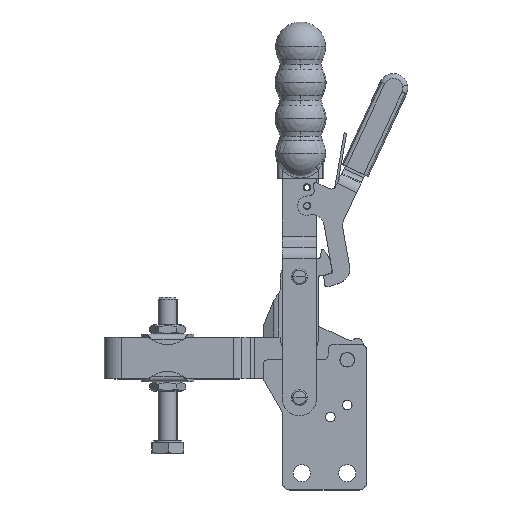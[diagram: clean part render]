
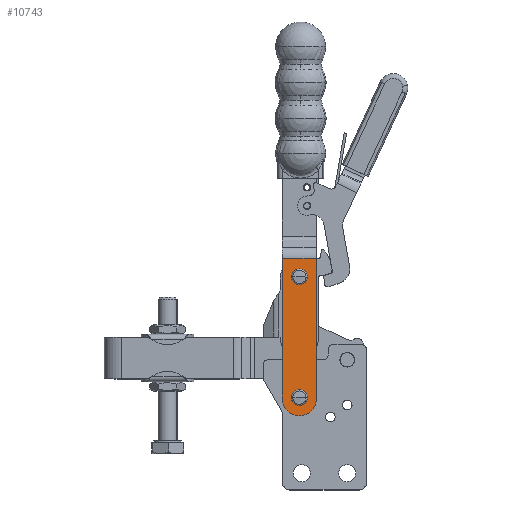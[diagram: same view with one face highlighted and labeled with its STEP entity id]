
A CAD part, top view. The second image highlights one B-rep face of the part: STEP entity #10743.
In plain terms, the highlighted planar face has unit normal (0, 0, 1).
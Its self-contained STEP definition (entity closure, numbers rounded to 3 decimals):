
#4605=CARTESIAN_POINT('',(2.113,14.72,9.));
#4606=VERTEX_POINT('',#4605);
#4615=CARTESIAN_POINT('',(-0.08,19.608,9.));
#4616=VERTEX_POINT('',#4615);
#4617=CARTESIAN_POINT('',(6.917,19.811,9.));
#4618=DIRECTION('',(0.,0.,-1.0));
#4619=DIRECTION('',(-0.686,-0.727,0.));
#4620=AXIS2_PLACEMENT_3D('',#4617,#4618,#4619);
#4621=CIRCLE('',#4620,7.);
#4622=EDGE_CURVE('',#4606,#4616,#4621,.T.);
#4647=CARTESIAN_POINT('',(12.208,15.012,9.));
#4648=VERTEX_POINT('',#4647);
#4657=CARTESIAN_POINT('',(7.32,12.819,9.));
#4658=VERTEX_POINT('',#4657);
#4659=CARTESIAN_POINT('',(7.117,19.817,9.));
#4660=DIRECTION('',(0.,0.,-1.0));
#4661=DIRECTION('',(0.727,-0.686,0.));
#4662=AXIS2_PLACEMENT_3D('',#4659,#4660,#4661);
#4663=CIRCLE('',#4662,7.);
#4664=EDGE_CURVE('',#4648,#4658,#4663,.T.);
#5805=CARTESIAN_POINT('',(2.538,70.872,9.));
#5806=VERTEX_POINT('',#5805);
#5814=CARTESIAN_POINT('',(8.538,70.872,9.));
#5815=VERTEX_POINT('',#5814);
#5816=CARTESIAN_POINT('',(5.538,70.872,9.));
#5817=DIRECTION('',(0.,0.,1.));
#5818=DIRECTION('',(1.,0.029,0.));
#5819=AXIS2_PLACEMENT_3D('',#5816,#5817,#5818);
#5820=CIRCLE('',#5819,3.);
#5821=EDGE_CURVE('',#5806,#5815,#5820,.T.);
#6170=CARTESIAN_POINT('',(4.,20.413,9.));
#6171=VERTEX_POINT('',#6170);
#6179=CARTESIAN_POINT('',(10.,20.413,9.));
#6180=VERTEX_POINT('',#6179);
#6181=CARTESIAN_POINT('',(7.,20.413,9.));
#6182=DIRECTION('',(0.,0.,-1.));
#6183=DIRECTION('',(-1.,-0.029,0.));
#6184=AXIS2_PLACEMENT_3D('',#6181,#6182,#6183);
#6185=CIRCLE('',#6184,3.0);
#6186=EDGE_CURVE('',#6180,#6171,#6185,.T.);
#8921=CARTESIAN_POINT('',(9.999,20.5,9.));
#8922=VERTEX_POINT('',#8921);
#8923=CARTESIAN_POINT('',(7.,20.413,9.));
#8924=DIRECTION('',(0.,0.,-1.));
#8925=DIRECTION('',(-1.,-0.029,0.));
#8926=AXIS2_PLACEMENT_3D('',#8923,#8924,#8925);
#8927=CIRCLE('',#8926,3.0);
#8928=EDGE_CURVE('',#8922,#6180,#8927,.T.);
#8930=CARTESIAN_POINT('',(7.,20.413,9.));
#8931=DIRECTION('',(0.,0.,-1.));
#8932=DIRECTION('',(-1.,-0.029,0.));
#8933=AXIS2_PLACEMENT_3D('',#8930,#8931,#8932);
#8934=CIRCLE('',#8933,3.0);
#8935=EDGE_CURVE('',#6171,#8922,#8934,.T.);
#9194=CARTESIAN_POINT('',(8.537,70.959,9.));
#9195=VERTEX_POINT('',#9194);
#9196=CARTESIAN_POINT('',(5.538,70.872,9.));
#9197=DIRECTION('',(0.,0.,1.));
#9198=DIRECTION('',(1.,0.029,0.));
#9199=AXIS2_PLACEMENT_3D('',#9196,#9197,#9198);
#9200=CIRCLE('',#9199,3.);
#9201=EDGE_CURVE('',#5815,#9195,#9200,.T.);
#9203=CARTESIAN_POINT('',(5.538,70.872,9.));
#9204=DIRECTION('',(0.,0.,1.));
#9205=DIRECTION('',(1.,0.029,0.));
#9206=AXIS2_PLACEMENT_3D('',#9203,#9204,#9205);
#9207=CIRCLE('',#9206,3.);
#9208=EDGE_CURVE('',#9195,#5806,#9207,.T.);
#9652=CARTESIAN_POINT('',(12.411,78.84,9.));
#9653=VERTEX_POINT('',#9652);
#9661=CARTESIAN_POINT('',(14.114,20.019,9.));
#9662=VERTEX_POINT('',#9661);
#9663=CARTESIAN_POINT('',(14.114,20.019,9.));
#9664=DIRECTION('',(-0.029,1.,0.0));
#9665=VECTOR('',#9664,58.845);
#9666=LINE('',#9663,#9665);
#9667=EDGE_CURVE('',#9662,#9653,#9666,.T.);
#10475=CARTESIAN_POINT('',(7.117,19.817,9.));
#10476=DIRECTION('',(0.,0.,-1.0));
#10477=DIRECTION('',(0.727,-0.686,0.));
#10478=AXIS2_PLACEMENT_3D('',#10475,#10476,#10477);
#10479=CIRCLE('',#10478,7.);
#10480=EDGE_CURVE('',#9662,#4648,#10479,.T.);
#10567=CARTESIAN_POINT('',(-1.784,78.429,9.));
#10568=VERTEX_POINT('',#10567);
#10569=CARTESIAN_POINT('',(-0.08,19.608,9.));
#10570=DIRECTION('',(-0.029,1.,0.0));
#10571=VECTOR('',#10570,58.845);
#10572=LINE('',#10569,#10571);
#10573=EDGE_CURVE('',#4616,#10568,#10572,.T.);
#10610=CARTESIAN_POINT('',(7.12,12.814,9.));
#10611=VERTEX_POINT('',#10610);
#10618=CARTESIAN_POINT('',(6.917,19.811,9.));
#10619=DIRECTION('',(0.,0.,-1.0));
#10620=DIRECTION('',(-0.686,-0.727,0.));
#10621=AXIS2_PLACEMENT_3D('',#10618,#10619,#10620);
#10622=CIRCLE('',#10621,7.);
#10623=EDGE_CURVE('',#10611,#4606,#10622,.T.);
#10658=CARTESIAN_POINT('',(-1.784,78.429,9.));
#10659=DIRECTION('',(1.,0.029,0.0));
#10660=VECTOR('',#10659,14.2);
#10661=LINE('',#10658,#10660);
#10662=EDGE_CURVE('',#10568,#9653,#10661,.T.);
#10713=CARTESIAN_POINT('',(14.317,13.022,9.));
#10714=DIRECTION('',(0.0,0.0,-1.0));
#10715=DIRECTION('',(1.,0.029,0.0));
#10716=AXIS2_PLACEMENT_3D('',#10713,#10714,#10715);
#10717=PLANE('',#10716);
#10718=ORIENTED_EDGE('',*,*,#10480,.F.);
#10719=ORIENTED_EDGE('',*,*,#9667,.T.);
#10720=ORIENTED_EDGE('',*,*,#10662,.F.);
#10721=ORIENTED_EDGE('',*,*,#10573,.F.);
#10722=ORIENTED_EDGE('',*,*,#4622,.F.);
#10723=ORIENTED_EDGE('',*,*,#10623,.F.);
#10724=CARTESIAN_POINT('',(7.32,12.819,9.));
#10725=DIRECTION('',(-1.,-0.029,0.0));
#10726=VECTOR('',#10725,0.2);
#10727=LINE('',#10724,#10726);
#10728=EDGE_CURVE('',#4658,#10611,#10727,.T.);
#10729=ORIENTED_EDGE('',*,*,#10728,.F.);
#10730=ORIENTED_EDGE('',*,*,#4664,.F.);
#10731=EDGE_LOOP('',(#10718,#10719,#10720,#10721,#10722,#10723,#10729,#10730));
#10732=FACE_OUTER_BOUND('',#10731,.T.);
#10733=ORIENTED_EDGE('',*,*,#8928,.T.);
#10734=ORIENTED_EDGE('',*,*,#6186,.T.);
#10735=ORIENTED_EDGE('',*,*,#8935,.T.);
#10736=EDGE_LOOP('',(#10733,#10734,#10735));
#10737=FACE_BOUND('',#10736,.T.);
#10738=ORIENTED_EDGE('',*,*,#9208,.F.);
#10739=ORIENTED_EDGE('',*,*,#9201,.F.);
#10740=ORIENTED_EDGE('',*,*,#5821,.F.);
#10741=EDGE_LOOP('',(#10738,#10739,#10740));
#10742=FACE_BOUND('',#10741,.T.);
#10743=ADVANCED_FACE('',(#10732,#10737,#10742),#10717,.F.);
